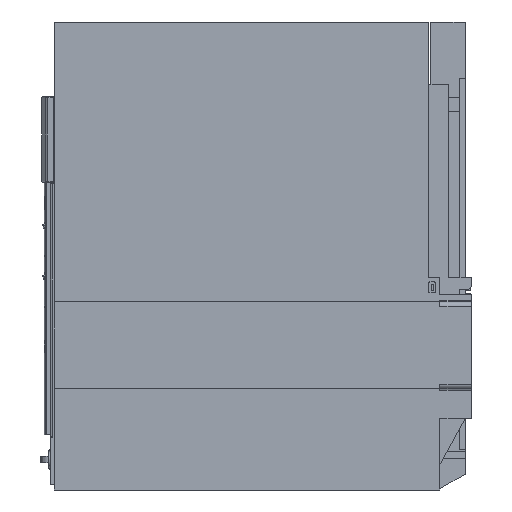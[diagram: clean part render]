
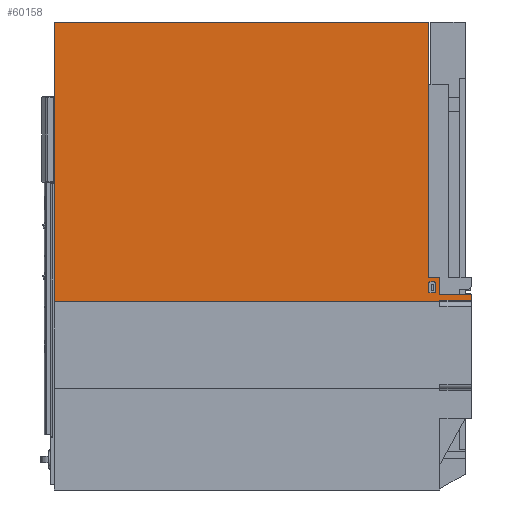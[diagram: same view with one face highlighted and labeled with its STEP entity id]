
A CAD part, left-side view. The second image highlights one B-rep face of the part: STEP entity #60158.
In plain terms, the highlighted planar face has unit normal (-1, 0, 0).
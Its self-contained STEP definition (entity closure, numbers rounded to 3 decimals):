
#36024=AXIS2_PLACEMENT_3D('Plane Axis2P3D',#36021,#36022,#36023) ;
#56851=AXIS2_PLACEMENT_3D('Circle Axis2P3D',#56849,#56850,$) ;
#56899=AXIS2_PLACEMENT_3D('Circle Axis2P3D',#56897,#56898,$) ;
#56947=AXIS2_PLACEMENT_3D('Circle Axis2P3D',#56945,#56946,$) ;
#56995=AXIS2_PLACEMENT_3D('Circle Axis2P3D',#56993,#56994,$) ;
#36021=CARTESIAN_POINT('Axis2P3D Location',(-404.5,360.,-41.)) ;
#56716=CARTESIAN_POINT('Line Origine',(-404.5,185.,130.)) ;
#56720=CARTESIAN_POINT('Vertex',(-404.5,360.,130.)) ;
#56722=CARTESIAN_POINT('Vertex',(-404.5,10.,130.)) ;
#56743=CARTESIAN_POINT('Line Origine',(-404.5,10.,130.596)) ;
#56747=CARTESIAN_POINT('Vertex',(-404.5,10.,131.192)) ;
#56770=CARTESIAN_POINT('Vertex',(-404.5,-18.5,131.192)) ;
#56773=CARTESIAN_POINT('Line Origine',(-404.5,-4.25,131.192)) ;
#56795=CARTESIAN_POINT('Vertex',(-404.5,-18.5,136.4)) ;
#56800=CARTESIAN_POINT('Line Origine',(-404.5,-18.5,133.796)) ;
#56839=CARTESIAN_POINT('Vertex',(-404.5,15.,147.9)) ;
#56846=CARTESIAN_POINT('Vertex',(-404.5,14.,146.9)) ;
#56849=CARTESIAN_POINT('Axis2P3D Location',(-404.5,15.,146.9)) ;
#56870=CARTESIAN_POINT('Vertex',(-404.5,14.,138.9)) ;
#56873=CARTESIAN_POINT('Line Origine',(-404.5,14.,142.9)) ;
#56894=CARTESIAN_POINT('Vertex',(-404.5,15.,137.9)) ;
#56897=CARTESIAN_POINT('Axis2P3D Location',(-404.5,15.,138.9)) ;
#56918=CARTESIAN_POINT('Vertex',(-404.5,19.,137.9)) ;
#56921=CARTESIAN_POINT('Line Origine',(-404.5,17.,137.9)) ;
#56942=CARTESIAN_POINT('Vertex',(-404.5,20.,138.9)) ;
#56945=CARTESIAN_POINT('Axis2P3D Location',(-404.5,19.,138.9)) ;
#56966=CARTESIAN_POINT('Vertex',(-404.5,20.,146.9)) ;
#56969=CARTESIAN_POINT('Line Origine',(-404.5,20.,142.9)) ;
#56990=CARTESIAN_POINT('Vertex',(-404.5,19.,147.9)) ;
#56993=CARTESIAN_POINT('Axis2P3D Location',(-404.5,19.,146.9)) ;
#57010=CARTESIAN_POINT('Line Origine',(-404.5,17.,147.9)) ;
#57147=CARTESIAN_POINT('Line Origine',(-404.5,360.,257.)) ;
#57151=CARTESIAN_POINT('Vertex',(-404.5,360.,384.)) ;
#59881=CARTESIAN_POINT('Vertex',(-404.5,10.,136.4)) ;
#59895=CARTESIAN_POINT('Vertex',(-404.5,10.,151.9)) ;
#59898=CARTESIAN_POINT('Line Origine',(-404.5,10.,144.15)) ;
#59929=CARTESIAN_POINT('Line Origine',(-404.5,-4.25,136.4)) ;
#60109=CARTESIAN_POINT('Vertex',(-404.5,20.,151.9)) ;
#60112=CARTESIAN_POINT('Line Origine',(-404.5,15.,151.9)) ;
#60124=CARTESIAN_POINT('Line Origine',(-404.5,20.,267.95)) ;
#60128=CARTESIAN_POINT('Vertex',(-404.5,20.,384.)) ;
#60131=CARTESIAN_POINT('Line Origine',(-404.5,190.,384.)) ;
#36022=DIRECTION('Axis2P3D Direction',(1.,0.,-0.)) ;
#36023=DIRECTION('Axis2P3D XDirection',(0.,0.,1.)) ;
#56717=DIRECTION('Vector Direction',(0.,-1.,0.)) ;
#56744=DIRECTION('Vector Direction',(0.,0.,1.)) ;
#56774=DIRECTION('Vector Direction',(0.,-1.,0.)) ;
#56801=DIRECTION('Vector Direction',(0.,0.,-1.)) ;
#56850=DIRECTION('Axis2P3D Direction',(1.,0.,0.)) ;
#56874=DIRECTION('Vector Direction',(0.,0.,-1.)) ;
#56898=DIRECTION('Axis2P3D Direction',(1.,0.,0.)) ;
#56922=DIRECTION('Vector Direction',(0.,1.,0.)) ;
#56946=DIRECTION('Axis2P3D Direction',(1.,0.,0.)) ;
#56970=DIRECTION('Vector Direction',(0.,0.,1.)) ;
#56994=DIRECTION('Axis2P3D Direction',(1.,0.,0.)) ;
#57011=DIRECTION('Vector Direction',(0.,-1.,0.)) ;
#57148=DIRECTION('Vector Direction',(0.,0.,1.)) ;
#59899=DIRECTION('Vector Direction',(0.,0.,1.)) ;
#59930=DIRECTION('Vector Direction',(0.,-1.,0.)) ;
#60113=DIRECTION('Vector Direction',(0.,-1.,0.)) ;
#60125=DIRECTION('Vector Direction',(0.,0.,1.)) ;
#60132=DIRECTION('Vector Direction',(0.,-1.,0.)) ;
#56718=VECTOR('Line Direction',#56717,1.) ;
#56745=VECTOR('Line Direction',#56744,1.) ;
#56775=VECTOR('Line Direction',#56774,1.) ;
#56802=VECTOR('Line Direction',#56801,1.) ;
#56875=VECTOR('Line Direction',#56874,1.) ;
#56923=VECTOR('Line Direction',#56922,1.) ;
#56971=VECTOR('Line Direction',#56970,1.) ;
#57012=VECTOR('Line Direction',#57011,1.) ;
#57149=VECTOR('Line Direction',#57148,1.) ;
#59900=VECTOR('Line Direction',#59899,1.) ;
#59931=VECTOR('Line Direction',#59930,1.) ;
#60114=VECTOR('Line Direction',#60113,1.) ;
#60126=VECTOR('Line Direction',#60125,1.) ;
#60133=VECTOR('Line Direction',#60132,1.) ;
#60137=ORIENTED_EDGE('',*,*,#60116,.F.) ;
#60138=ORIENTED_EDGE('',*,*,#60130,.T.) ;
#60139=ORIENTED_EDGE('',*,*,#60135,.F.) ;
#60140=ORIENTED_EDGE('',*,*,#57153,.F.) ;
#60141=ORIENTED_EDGE('',*,*,#56724,.T.) ;
#60142=ORIENTED_EDGE('',*,*,#56749,.F.) ;
#60143=ORIENTED_EDGE('',*,*,#56777,.T.) ;
#60144=ORIENTED_EDGE('',*,*,#56804,.F.) ;
#60145=ORIENTED_EDGE('',*,*,#59933,.F.) ;
#60146=ORIENTED_EDGE('',*,*,#59902,.F.) ;
#60149=ORIENTED_EDGE('',*,*,#56853,.T.) ;
#60150=ORIENTED_EDGE('',*,*,#56877,.T.) ;
#60151=ORIENTED_EDGE('',*,*,#56901,.T.) ;
#60152=ORIENTED_EDGE('',*,*,#56925,.T.) ;
#60153=ORIENTED_EDGE('',*,*,#56949,.T.) ;
#60154=ORIENTED_EDGE('',*,*,#56973,.T.) ;
#60155=ORIENTED_EDGE('',*,*,#56997,.T.) ;
#60156=ORIENTED_EDGE('',*,*,#57014,.T.) ;
#60157=FACE_BOUND('',#60148,.T.) ;
#60158=ADVANCED_FACE('RX0153109_1PA_001_00_SIMUL_PF_E4.2_III_POVERO',(#60147,#60157),#36025,.F.) ;
#56852=CIRCLE('generated circle',#56851,1.) ;
#56900=CIRCLE('generated circle',#56899,1.) ;
#56948=CIRCLE('generated circle',#56947,1.) ;
#56996=CIRCLE('generated circle',#56995,1.) ;
#56724=EDGE_CURVE('',#56721,#56723,#56719,.T.) ;
#56749=EDGE_CURVE('',#56748,#56723,#56746,.F.) ;
#56777=EDGE_CURVE('',#56748,#56771,#56776,.T.) ;
#56804=EDGE_CURVE('',#56796,#56771,#56803,.T.) ;
#56853=EDGE_CURVE('',#56840,#56847,#56852,.T.) ;
#56877=EDGE_CURVE('',#56847,#56871,#56876,.T.) ;
#56901=EDGE_CURVE('',#56871,#56895,#56900,.T.) ;
#56925=EDGE_CURVE('',#56895,#56919,#56924,.T.) ;
#56949=EDGE_CURVE('',#56919,#56943,#56948,.T.) ;
#56973=EDGE_CURVE('',#56943,#56967,#56972,.T.) ;
#56997=EDGE_CURVE('',#56967,#56991,#56996,.T.) ;
#57014=EDGE_CURVE('',#56991,#56840,#57013,.T.) ;
#57153=EDGE_CURVE('',#56721,#57152,#57150,.T.) ;
#59902=EDGE_CURVE('',#59896,#59882,#59901,.F.) ;
#59933=EDGE_CURVE('',#59882,#56796,#59932,.T.) ;
#60116=EDGE_CURVE('',#60110,#59896,#60115,.T.) ;
#60130=EDGE_CURVE('',#60110,#60129,#60127,.T.) ;
#60135=EDGE_CURVE('',#57152,#60129,#60134,.T.) ;
#60136=EDGE_LOOP('',(#60137,#60138,#60139,#60140,#60141,#60142,#60143,#60144,#60145,#60146)) ;
#60148=EDGE_LOOP('',(#60149,#60150,#60151,#60152,#60153,#60154,#60155,#60156)) ;
#60147=FACE_OUTER_BOUND('',#60136,.T.) ;
#56719=LINE('Line',#56716,#56718) ;
#56746=LINE('Line',#56743,#56745) ;
#56776=LINE('Line',#56773,#56775) ;
#56803=LINE('Line',#56800,#56802) ;
#56876=LINE('Line',#56873,#56875) ;
#56924=LINE('Line',#56921,#56923) ;
#56972=LINE('Line',#56969,#56971) ;
#57013=LINE('Line',#57010,#57012) ;
#57150=LINE('Line',#57147,#57149) ;
#59901=LINE('Line',#59898,#59900) ;
#59932=LINE('Line',#59929,#59931) ;
#60115=LINE('Line',#60112,#60114) ;
#60127=LINE('Line',#60124,#60126) ;
#60134=LINE('Line',#60131,#60133) ;
#36025=PLANE('',#36024) ;
#56721=VERTEX_POINT('',#56720) ;
#56723=VERTEX_POINT('',#56722) ;
#56748=VERTEX_POINT('',#56747) ;
#56771=VERTEX_POINT('',#56770) ;
#56796=VERTEX_POINT('',#56795) ;
#56840=VERTEX_POINT('',#56839) ;
#56847=VERTEX_POINT('',#56846) ;
#56871=VERTEX_POINT('',#56870) ;
#56895=VERTEX_POINT('',#56894) ;
#56919=VERTEX_POINT('',#56918) ;
#56943=VERTEX_POINT('',#56942) ;
#56967=VERTEX_POINT('',#56966) ;
#56991=VERTEX_POINT('',#56990) ;
#57152=VERTEX_POINT('',#57151) ;
#59882=VERTEX_POINT('',#59881) ;
#59896=VERTEX_POINT('',#59895) ;
#60110=VERTEX_POINT('',#60109) ;
#60129=VERTEX_POINT('',#60128) ;
